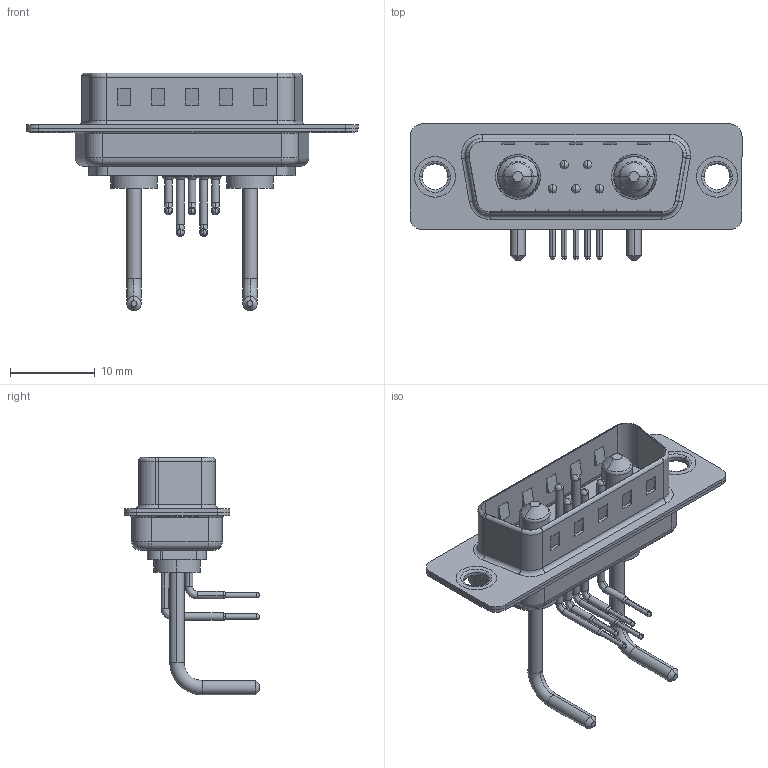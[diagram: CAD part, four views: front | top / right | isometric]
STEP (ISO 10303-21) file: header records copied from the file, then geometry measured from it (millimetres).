
FILE_DESCRIPTION (( 'STEP AP203' ), '1' );
FILE_NAME ('629-7W2-650-1N1.STEP', '2022-05-06T18:12:50', ( '' ), ( '' ), 'SwSTEP 2.0', 'SolidWorks 2020', '' );
FILE_SCHEMA (( 'CONFIG_CONTROL_DESIGN' ));
Length unit declared in the file: millimetre
Products named in the file (8): Power Pin_Ext 10A RA; 629Combo Shell Front_15 Contacts; 629Combo Contact Row 1; 629-7W2-650-1N1; 629Combo Thru Hole Rivet; 629Combo Contact Row 2; 629Combo Housing_7W2; 629Combo Shell Rear_15 Contacts
Assembly tree (12 placements, depth 2):
  629-7W2-650-1N1
    629Combo Housing_7W2
    629Combo Shell Rear_15 Contacts
    629Combo Shell Front_15 Contacts
    629Combo Thru Hole Rivet  x2
    Power Pin_Ext 10A RA  x2
    629Combo Contact Row 1  x2
    629Combo Contact Row 2  x3
Bounding box: 39.2 x 16.05 x 28.08 mm (x, y, z)
Volume: 1993.2 mm3; surface area: 4923.2 mm2
Topology: 14 solids, 14 shells, 950 faces, 2513 edges, 1608 vertices
Faces by surface type: plane 479, cylinder 339, torus 66, cone 34, bspline 32
Entity records: 19103 total; most frequent: CARTESIAN_POINT 3356, DIRECTION 3220, ORIENTED_EDGE 3010, EDGE_CURVE 1505, AXIS2_PLACEMENT_3D 1146, VERTEX_POINT 964, VECTOR 928, LINE 928
